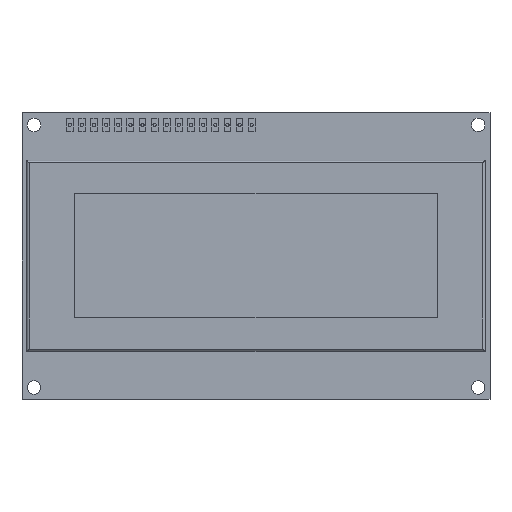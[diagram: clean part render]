
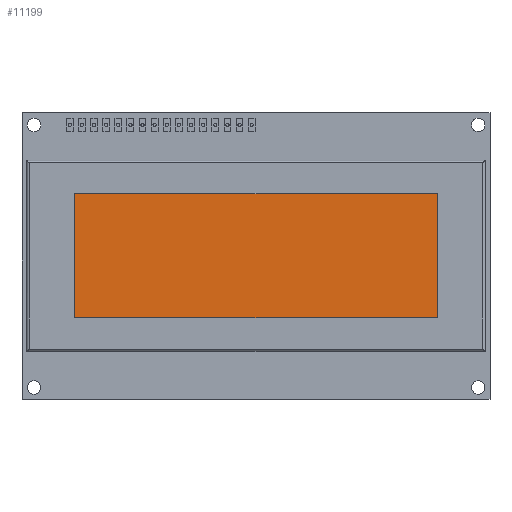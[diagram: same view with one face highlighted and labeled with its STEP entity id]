
A CAD part, top view. The second image highlights one B-rep face of the part: STEP entity #11199.
In plain terms, the highlighted planar face has unit normal (0, 0, 1).
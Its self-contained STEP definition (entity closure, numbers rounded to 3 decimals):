
#94 = CARTESIAN_POINT ( 'NONE',  ( 22.694, 15.09, 9.8 ) ) ;
#493 = ORIENTED_EDGE ( 'NONE', *, *, #2288, .T. ) ;
#680 = CARTESIAN_POINT ( 'NONE',  ( -15.306, 28.09, 9.8 ) ) ;
#1011 = FACE_OUTER_BOUND ( 'NONE', #1917, .T. ) ;
#1092 = VECTOR ( 'NONE', #2111, 1000. ) ;
#1146 = CARTESIAN_POINT ( 'NONE',  ( 60.694, 2.09, 9.8 ) ) ;
#1917 = EDGE_LOOP ( 'NONE', ( #4972, #493, #10301, #2420 ) ) ;
#2048 = CARTESIAN_POINT ( 'NONE',  ( 60.694, 2.09, 9.8 ) ) ;
#2111 = DIRECTION ( 'NONE',  ( 0., 1., 0. ) ) ;
#2288 = EDGE_CURVE ( 'NONE', #4230, #6601, #8862, .T. ) ;
#2420 = ORIENTED_EDGE ( 'NONE', *, *, #5816, .T. ) ;
#2546 = EDGE_CURVE ( 'NONE', #6601, #3540, #6443, .T. ) ;
#3540 = VERTEX_POINT ( 'NONE', #9373 ) ;
#3619 = CARTESIAN_POINT ( 'NONE',  ( -15.306, 28.09, 9.8 ) ) ;
#4230 = VERTEX_POINT ( 'NONE', #10166 ) ;
#4508 = LINE ( 'NONE', #3619, #7823 ) ;
#4929 = CARTESIAN_POINT ( 'NONE',  ( 60.694, 28.09, 9.8 ) ) ;
#4972 = ORIENTED_EDGE ( 'NONE', *, *, #7321, .T. ) ;
#5580 = VERTEX_POINT ( 'NONE', #680 ) ;
#5613 = PLANE ( 'NONE',  #5779 ) ;
#5779 = AXIS2_PLACEMENT_3D ( 'NONE', #94, #10699, #6502 ) ;
#5796 = LINE ( 'NONE', #4929, #8378 ) ;
#5816 = EDGE_CURVE ( 'NONE', #3540, #5580, #5796, .T. ) ;
#6443 = LINE ( 'NONE', #2048, #1092 ) ;
#6502 = DIRECTION ( 'NONE',  ( 1., 0., 0. ) ) ;
#6601 = VERTEX_POINT ( 'NONE', #1146 ) ;
#7293 = DIRECTION ( 'NONE',  ( 0., -1., 0. ) ) ;
#7321 = EDGE_CURVE ( 'NONE', #5580, #4230, #4508, .T. ) ;
#7655 = DIRECTION ( 'NONE',  ( -1., 0., 0. ) ) ;
#7823 = VECTOR ( 'NONE', #7293, 1000. ) ;
#8378 = VECTOR ( 'NONE', #7655, 1000. ) ;
#8762 = VECTOR ( 'NONE', #11519, 1000. ) ;
#8862 = LINE ( 'NONE', #9765, #8762 ) ;
#9373 = CARTESIAN_POINT ( 'NONE',  ( 60.694, 28.09, 9.8 ) ) ;
#9765 = CARTESIAN_POINT ( 'NONE',  ( -15.306, 2.09, 9.8 ) ) ;
#10166 = CARTESIAN_POINT ( 'NONE',  ( -15.306, 2.09, 9.8 ) ) ;
#10301 = ORIENTED_EDGE ( 'NONE', *, *, #2546, .T. ) ;
#10699 = DIRECTION ( 'NONE',  ( 0., 0., 1. ) ) ;
#11199 = ADVANCED_FACE ( 'NONE', ( #1011 ), #5613, .T. ) ;
#11519 = DIRECTION ( 'NONE',  ( 1., 0., 0. ) ) ;
